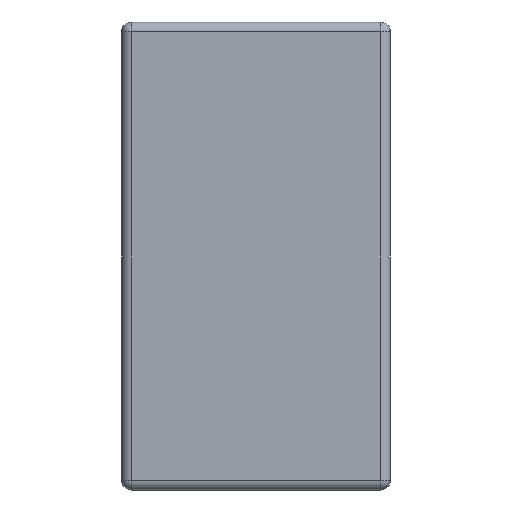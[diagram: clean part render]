
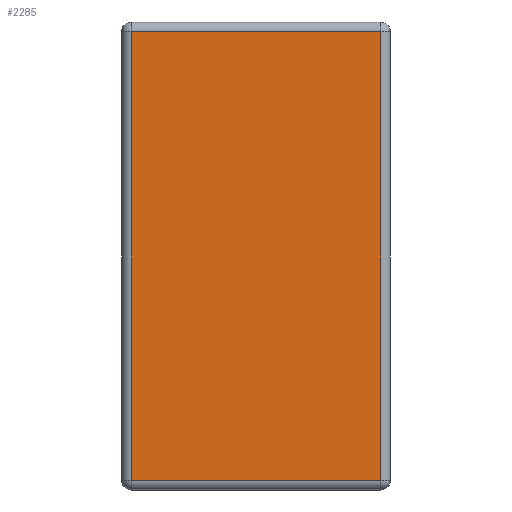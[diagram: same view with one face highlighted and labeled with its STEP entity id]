
A CAD part, left-side view. The second image highlights one B-rep face of the part: STEP entity #2285.
In plain terms, the highlighted planar face has unit normal (-1, 0, 0).
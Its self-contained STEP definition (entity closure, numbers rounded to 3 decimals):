
#69 = VECTOR ( 'NONE', #1337, 1000. ) ;
#311 = LINE ( 'NONE', #3211, #2636 ) ;
#315 = LINE ( 'NONE', #1673, #69 ) ;
#327 = EDGE_CURVE ( 'NONE', #3171, #1757, #3770, .T. ) ;
#748 = CARTESIAN_POINT ( 'NONE',  ( 0., 0.056, -2.644 ) ) ;
#844 = DIRECTION ( 'NONE',  ( 0., 0., -1. ) ) ;
#845 = DIRECTION ( 'NONE',  ( 0., 0., 1. ) ) ;
#854 = PLANE ( 'NONE',  #4111 ) ;
#1177 = FACE_OUTER_BOUND ( 'NONE', #4495, .T. ) ;
#1187 = CARTESIAN_POINT ( 'NONE',  ( 0., 1.494, -2.7 ) ) ;
#1228 = EDGE_CURVE ( 'NONE', #4402, #3670, #315, .T. ) ;
#1337 = DIRECTION ( 'NONE',  ( 0., 0., 1. ) ) ;
#1673 = CARTESIAN_POINT ( 'NONE',  ( 0., 0.056, 0. ) ) ;
#1757 = VERTEX_POINT ( 'NONE', #2881 ) ;
#1847 = VECTOR ( 'NONE', #844, 1000. ) ;
#1848 = ORIENTED_EDGE ( 'NONE', *, *, #327, .T. ) ;
#2061 = LINE ( 'NONE', #3910, #2907 ) ;
#2285 = ADVANCED_FACE ( 'NONE', ( #1177 ), #854, .T. ) ;
#2292 = ORIENTED_EDGE ( 'NONE', *, *, #1228, .T. ) ;
#2467 = DIRECTION ( 'NONE',  ( 0., 1., 0. ) ) ;
#2636 = VECTOR ( 'NONE', #2898, 1000. ) ;
#2881 = CARTESIAN_POINT ( 'NONE',  ( 0., 1.494, -2.644 ) ) ;
#2898 = DIRECTION ( 'NONE',  ( 0., -1., 0. ) ) ;
#2907 = VECTOR ( 'NONE', #2467, 1000. ) ;
#3136 = EDGE_CURVE ( 'NONE', #1757, #4402, #311, .T. ) ;
#3171 = VERTEX_POINT ( 'NONE', #3615 ) ;
#3211 = CARTESIAN_POINT ( 'NONE',  ( 0., 0., -2.644 ) ) ;
#3331 = ORIENTED_EDGE ( 'NONE', *, *, #3136, .T. ) ;
#3397 = DIRECTION ( 'NONE',  ( -1., 0., 0. ) ) ;
#3411 = CARTESIAN_POINT ( 'NONE',  ( 0., 0., 0. ) ) ;
#3566 = ORIENTED_EDGE ( 'NONE', *, *, #4200, .T. ) ;
#3582 = CARTESIAN_POINT ( 'NONE',  ( 0., 0.056, -0.056 ) ) ;
#3615 = CARTESIAN_POINT ( 'NONE',  ( 0., 1.494, -0.056 ) ) ;
#3670 = VERTEX_POINT ( 'NONE', #3582 ) ;
#3770 = LINE ( 'NONE', #1187, #1847 ) ;
#3910 = CARTESIAN_POINT ( 'NONE',  ( 0., 1.55, -0.056 ) ) ;
#4111 = AXIS2_PLACEMENT_3D ( 'NONE', #3411, #3397, #845 ) ;
#4200 = EDGE_CURVE ( 'NONE', #3670, #3171, #2061, .T. ) ;
#4402 = VERTEX_POINT ( 'NONE', #748 ) ;
#4495 = EDGE_LOOP ( 'NONE', ( #3331, #2292, #3566, #1848 ) ) ;
